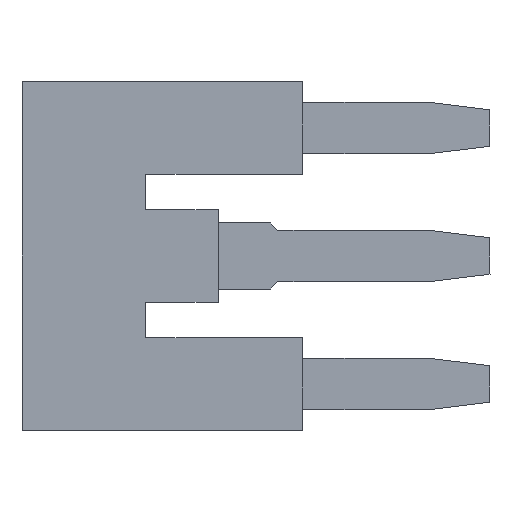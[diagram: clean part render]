
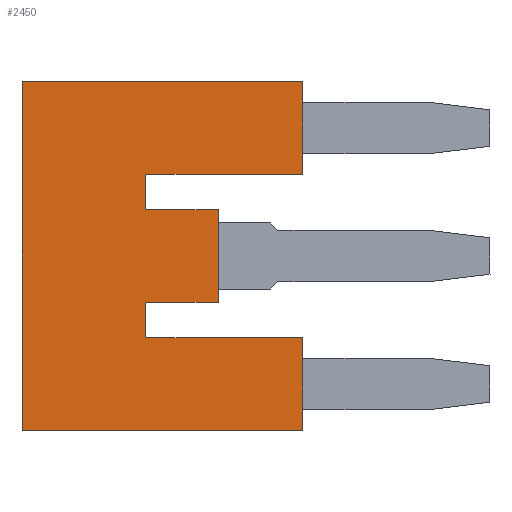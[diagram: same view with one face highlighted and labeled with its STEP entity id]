
A CAD part, left-side view. The second image highlights one B-rep face of the part: STEP entity #2450.
In plain terms, the highlighted planar face has unit normal (-1, 0, 0).
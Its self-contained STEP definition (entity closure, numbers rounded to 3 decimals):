
#120=CARTESIAN_POINT('',(2.607,-15.175,
48.31));
#130=VERTEX_POINT('',#120);
#280=CARTESIAN_POINT('',(2.607,-22.775,
48.31));
#290=VERTEX_POINT('',#280);
#320=CARTESIAN_POINT('',(2.607,0.,48.31));
#330=DIRECTION('',(0.,-1.,0.));
#340=VECTOR('',#330,1.);
#350=LINE('',#320,#340);
#360=EDGE_CURVE('',#130,#290,#350,.T.);
#590=CARTESIAN_POINT('',(2.607,-22.775,
43.81));
#600=VERTEX_POINT('',#590);
#630=CARTESIAN_POINT('',(2.607,-22.775,0.));
#640=DIRECTION('',(0.,0.,-1.));
#650=VECTOR('',#640,1.);
#660=LINE('',#630,#650);
#670=EDGE_CURVE('',#290,#600,#660,.T.);
#1250=CARTESIAN_POINT('',(2.607,-15.175,47.075))
;
#1260=DIRECTION('',(0.,0.,1.));
#1270=VECTOR('',#1260,1.);
#1280=LINE('',#1250,#1270);
#1290=CARTESIAN_POINT('',(2.607,-15.175,
54.51));
#1300=VERTEX_POINT('',#1290);
#1310=CARTESIAN_POINT('',(2.607,-15.175,
56.21));
#1320=VERTEX_POINT('',#1310);
#1330=EDGE_CURVE('',#1300,#1320,#1280,.T.);
#1670=CARTESIAN_POINT('',(2.607,-10.116,
40.744));
#1680=DIRECTION('',(-1.,0.,0.));
#1690=DIRECTION('',(0.,-1.,0.));
#1700=AXIS2_PLACEMENT_3D('',#1670,#1680,#1690);
#1710=PLANE('',#1700);
#1720=ORIENTED_EDGE('',*,*,#1330,.T.);
#1730=CARTESIAN_POINT('',(2.607,0.,54.51));
#1740=DIRECTION('',(0.,-1.,0.));
#1750=VECTOR('',#1740,1.);
#1760=LINE('',#1730,#1750);
#1770=CARTESIAN_POINT('',(2.607,-18.675,
54.51));
#1780=VERTEX_POINT('',#1770);
#1790=EDGE_CURVE('',#1300,#1780,#1760,.T.);
#1800=ORIENTED_EDGE('',*,*,#1790,.F.);
#1810=CARTESIAN_POINT('',(2.607,-18.675,0.));
#1820=DIRECTION('',(0.,0.,-1.));
#1830=VECTOR('',#1820,1.);
#1840=LINE('',#1810,#1830);
#1850=CARTESIAN_POINT('',(2.607,-18.675,
50.01));
#1860=VERTEX_POINT('',#1850);
#1870=EDGE_CURVE('',#1780,#1860,#1840,.T.);
#1880=ORIENTED_EDGE('',*,*,#1870,.F.);
#1890=CARTESIAN_POINT('',(2.607,0.,50.01));
#1900=DIRECTION('',(0.,1.,0.));
#1910=VECTOR('',#1900,1.);
#1920=LINE('',#1890,#1910);
#1930=CARTESIAN_POINT('',(2.607,-15.175,
50.01));
#1940=VERTEX_POINT('',#1930);
#1950=EDGE_CURVE('',#1860,#1940,#1920,.T.);
#1960=ORIENTED_EDGE('',*,*,#1950,.F.);
#1970=CARTESIAN_POINT('',(2.607,-15.175,47.075))
;
#1980=DIRECTION('',(0.,0.,1.));
#1990=VECTOR('',#1980,1.);
#2000=LINE('',#1970,#1990);
#2010=EDGE_CURVE('',#130,#1940,#2000,.T.);
#2020=ORIENTED_EDGE('',*,*,#2010,.T.);
#2030=ORIENTED_EDGE('',*,*,#360,.F.);
#2040=ORIENTED_EDGE('',*,*,#670,.F.);
#2050=CARTESIAN_POINT('',(2.607,0.,43.81));
#2060=DIRECTION('',(0.,1.,0.));
#2070=VECTOR('',#2060,1.);
#2080=LINE('',#2050,#2070);
#2090=CARTESIAN_POINT('',(2.607,-9.175,
43.81));
#2100=VERTEX_POINT('',#2090);
#2110=EDGE_CURVE('',#600,#2100,#2080,.T.);
#2120=ORIENTED_EDGE('',*,*,#2110,.F.);
#2130=CARTESIAN_POINT('',(2.607,-9.175,0.));
#2140=DIRECTION('',(0.,0.,1.));
#2150=VECTOR('',#2140,1.);
#2160=LINE('',#2130,#2150);
#2170=CARTESIAN_POINT('',(2.607,-9.175,
60.71));
#2180=VERTEX_POINT('',#2170);
#2190=EDGE_CURVE('',#2100,#2180,#2160,.T.);
#2200=ORIENTED_EDGE('',*,*,#2190,.F.);
#2210=CARTESIAN_POINT('',(2.607,0.,60.71));
#2220=DIRECTION('',(0.,-1.,0.));
#2230=VECTOR('',#2220,1.);
#2240=LINE('',#2210,#2230);
#2250=CARTESIAN_POINT('',(2.607,-22.775,
60.71));
#2260=VERTEX_POINT('',#2250);
#2270=EDGE_CURVE('',#2180,#2260,#2240,.T.);
#2280=ORIENTED_EDGE('',*,*,#2270,.F.);
#2290=CARTESIAN_POINT('',(2.607,-22.775,0.));
#2300=DIRECTION('',(0.,0.,-1.));
#2310=VECTOR('',#2300,1.);
#2320=LINE('',#2290,#2310);
#2330=CARTESIAN_POINT('',(2.607,-22.775,
56.21));
#2340=VERTEX_POINT('',#2330);
#2350=EDGE_CURVE('',#2260,#2340,#2320,.T.);
#2360=ORIENTED_EDGE('',*,*,#2350,.F.);
#2370=CARTESIAN_POINT('',(2.607,0.,56.21));
#2380=DIRECTION('',(0.,1.,0.));
#2390=VECTOR('',#2380,1.);
#2400=LINE('',#2370,#2390);
#2410=EDGE_CURVE('',#2340,#1320,#2400,.T.);
#2420=ORIENTED_EDGE('',*,*,#2410,.F.);
#2430=EDGE_LOOP('',(#2420,#2360,#2280,#2200,#2120,#2040,#2030,#2020,
#1960,#1880,#1800,#1720));
#2440=FACE_OUTER_BOUND('',#2430,.T.);
#2450=ADVANCED_FACE('',(#2440),#1710,.T.);
